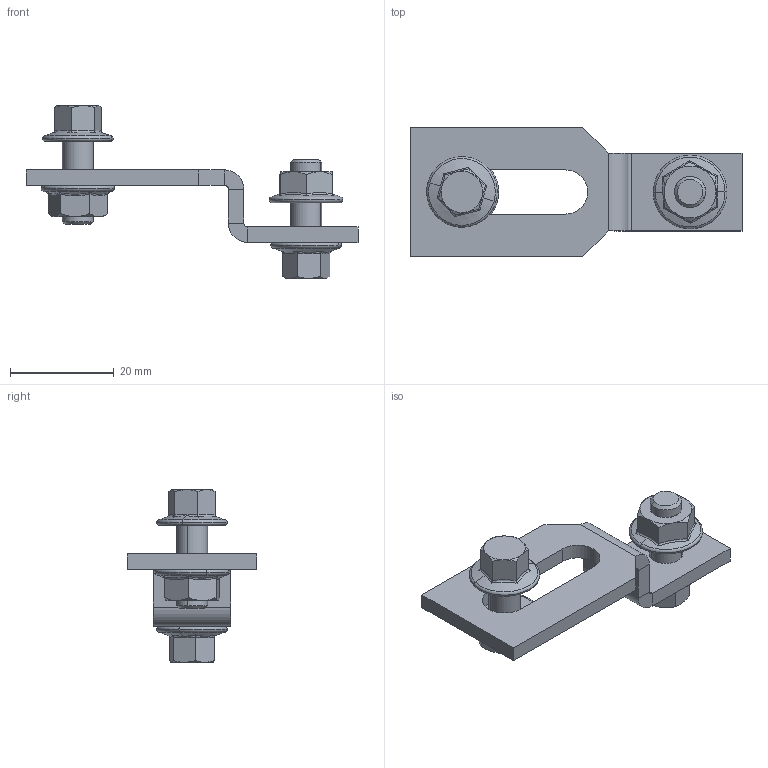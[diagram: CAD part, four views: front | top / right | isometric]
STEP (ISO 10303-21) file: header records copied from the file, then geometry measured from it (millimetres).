
FILE_DESCRIPTION(('STEP AP203'),'1');
FILE_NAME('cabs-e.stp','2024-07-07T18:10:54',('TraceParts'),('TraceParts S.A.'),'Spatial InterOp 3D',' ',' ');
FILE_SCHEMA(('CONFIG_CONTROL_DESIGN'));
Length unit declared in the file: millimetre
Products named in the file (1): 1
Bounding box: 64 x 25 x 33.27 mm (x, y, z)
Volume: 6426.5 mm3; surface area: 5905.9 mm2
Topology: 5 solids, 5 shells, 230 faces, 490 edges, 272 vertices
Faces by surface type: cone 92, plane 56, cylinder 42, bspline 24, torus 16
Entity records: 6846 total; most frequent: CARTESIAN_POINT 2093, ORIENTED_EDGE 980, DIRECTION 968, EDGE_CURVE 490, AXIS2_PLACEMENT_3D 395, VERTEX_POINT 272, EDGE_LOOP 240, ADVANCED_FACE 230
